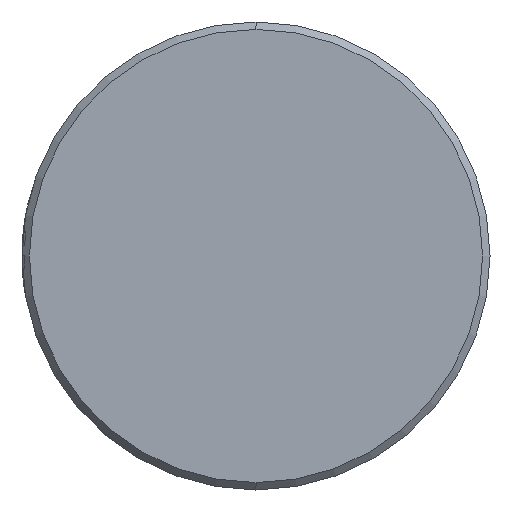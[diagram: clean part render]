
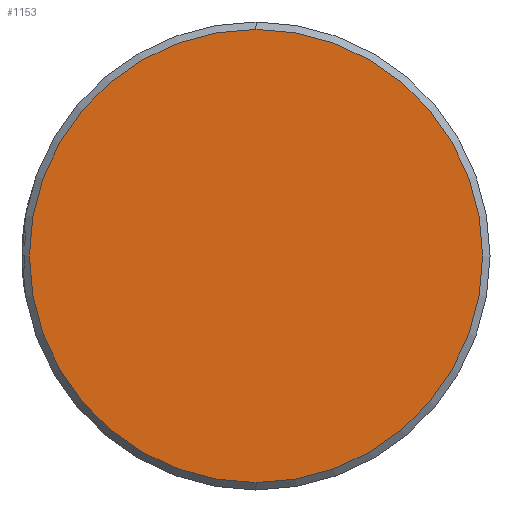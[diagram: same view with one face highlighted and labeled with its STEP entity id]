
A CAD part, left-side view. The second image highlights one B-rep face of the part: STEP entity #1153.
In plain terms, the highlighted planar face has unit normal (-1, 0, 0).
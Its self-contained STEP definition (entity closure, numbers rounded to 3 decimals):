
#6 = EDGE_CURVE ( 'NONE', #758, #1326, #442, .T. ) ;
#16 = CARTESIAN_POINT ( 'NONE',  ( -5., 0., 0. ) ) ;
#85 = CARTESIAN_POINT ( 'NONE',  ( -5., 0., 9.2 ) ) ;
#212 = CARTESIAN_POINT ( 'NONE',  ( -5., 0., 0. ) ) ;
#245 = AXIS2_PLACEMENT_3D ( 'NONE', #212, #338, #558 ) ;
#282 = CARTESIAN_POINT ( 'NONE',  ( -5., 0., 0. ) ) ;
#338 = DIRECTION ( 'NONE',  ( -1., 0., 0. ) ) ;
#352 = PLANE ( 'NONE',  #674 ) ;
#359 = DIRECTION ( 'NONE',  ( 0., 0., 1. ) ) ;
#388 = DIRECTION ( 'NONE',  ( 0., 0., 1. ) ) ;
#442 = CIRCLE ( 'NONE', #245, 9.2 ) ;
#443 = AXIS2_PLACEMENT_3D ( 'NONE', #282, #976, #388 ) ;
#470 = EDGE_LOOP ( 'NONE', ( #1014, #760 ) ) ;
#558 = DIRECTION ( 'NONE',  ( 0., 0., 1. ) ) ;
#674 = AXIS2_PLACEMENT_3D ( 'NONE', #16, #943, #359 ) ;
#752 = CARTESIAN_POINT ( 'NONE',  ( -5., 0., -9.2 ) ) ;
#758 = VERTEX_POINT ( 'NONE', #752 ) ;
#760 = ORIENTED_EDGE ( 'NONE', *, *, #874, .T. ) ;
#874 = EDGE_CURVE ( 'NONE', #1326, #758, #1232, .T. ) ;
#943 = DIRECTION ( 'NONE',  ( -1., 0., 0. ) ) ;
#976 = DIRECTION ( 'NONE',  ( -1., 0., 0. ) ) ;
#1014 = ORIENTED_EDGE ( 'NONE', *, *, #6, .T. ) ;
#1153 = ADVANCED_FACE ( 'NONE', ( #1183 ), #352, .T. ) ;
#1183 = FACE_OUTER_BOUND ( 'NONE', #470, .T. ) ;
#1232 = CIRCLE ( 'NONE', #443, 9.2 ) ;
#1326 = VERTEX_POINT ( 'NONE', #85 ) ;
